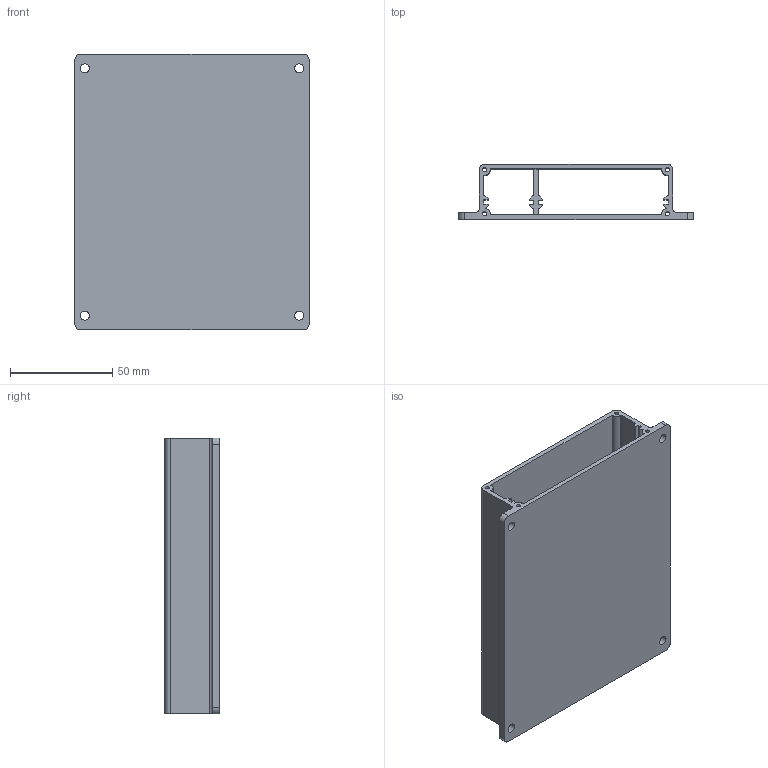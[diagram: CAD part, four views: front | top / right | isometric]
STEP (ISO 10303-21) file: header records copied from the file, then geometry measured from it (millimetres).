
FILE_DESCRIPTION(('FreeCAD Model'),'2;1');
FILE_NAME('Open CASCADE Shape Model','2025-03-19T20:42:21',(''),(''), 'Open CASCADE STEP processor 7.7','FreeCAD','Unknown');
FILE_SCHEMA(('AUTOMOTIVE_DESIGN { 1 0 10303 214 1 1 1 1 }'));
Length unit declared in the file: millimetre
Products named in the file (1): Cut
Bounding box: 115 x 27 x 135.2 mm (x, y, z)
Volume: 87995.2 mm3; surface area: 75654.4 mm2
Topology: 1 solids, 1 shells, 338 faces, 950 edges, 632 vertices
Faces by surface type: extrusion 238, plane 80, cylinder 20
Full cylindrical faces by diameter (mm): 2 x4, 4.4 x4
Entity records: 10906 total; most frequent: CARTESIAN_POINT 3013, ORIENTED_EDGE 1900, DIRECTION 954, EDGE_CURVE 950, B_SPLINE_CURVE_WITH_KNOTS 714, VECTOR 672, VERTEX_POINT 632, LINE 434
